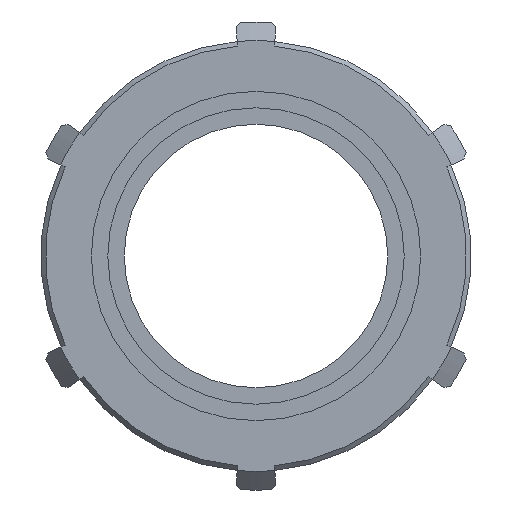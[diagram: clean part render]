
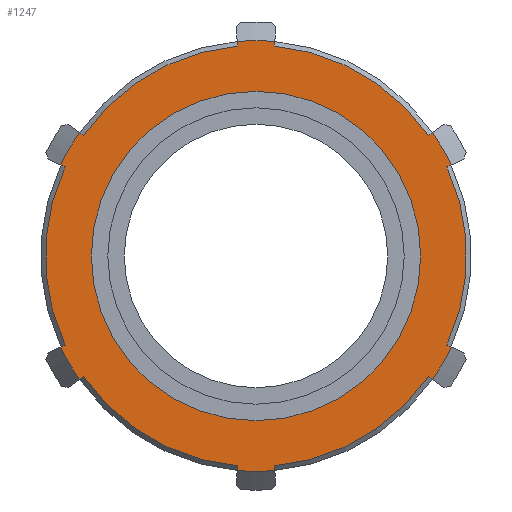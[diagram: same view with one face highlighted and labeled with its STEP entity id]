
A CAD part, left-side view. The second image highlights one B-rep face of the part: STEP entity #1247.
In plain terms, the highlighted planar face has unit normal (-1, 0, 0).
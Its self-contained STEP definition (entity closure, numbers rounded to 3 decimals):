
#103=LINE('',#1900,#211);
#104=LINE('',#1902,#212);
#105=LINE('',#1906,#213);
#106=LINE('',#1910,#214);
#107=LINE('',#1914,#215);
#108=LINE('',#1918,#216);
#109=LINE('',#1922,#217);
#110=LINE('',#1926,#218);
#111=LINE('',#1930,#219);
#112=LINE('',#1934,#220);
#113=LINE('',#1938,#221);
#114=LINE('',#1942,#222);
#211=VECTOR('',#1527,0.54);
#212=VECTOR('',#1528,0.54);
#213=VECTOR('',#1531,0.54);
#214=VECTOR('',#1534,0.54);
#215=VECTOR('',#1537,0.54);
#216=VECTOR('',#1540,0.54);
#217=VECTOR('',#1543,0.54);
#218=VECTOR('',#1546,0.54);
#219=VECTOR('',#1549,0.54);
#220=VECTOR('',#1552,0.54);
#221=VECTOR('',#1555,0.54);
#222=VECTOR('',#1558,0.54);
#296=PLANE('',#1341);
#327=FACE_BOUND('',#417,.T.);
#343=FACE_OUTER_BOUND('',#416,.T.);
#416=EDGE_LOOP('',(#912,#913,#914,#915,#916,#917,#918,#919,#920,#921,#922,
#923,#924,#925,#926,#927,#928,#929,#930,#931,#932,#933,#934,#935));
#417=EDGE_LOOP('',(#936));
#505=CIRCLE('',#1340,24.3);
#506=CIRCLE('',#1342,24.84);
#507=CIRCLE('',#1343,24.3);
#508=CIRCLE('',#1344,24.84);
#509=CIRCLE('',#1345,24.3);
#510=CIRCLE('',#1346,24.84);
#511=CIRCLE('',#1347,24.3);
#512=CIRCLE('',#1348,24.84);
#513=CIRCLE('',#1349,24.3);
#514=CIRCLE('',#1350,24.84);
#515=CIRCLE('',#1351,24.3);
#516=CIRCLE('',#1352,24.84);
#517=CIRCLE('',#1353,19.);
#578=VERTEX_POINT('',#1890);
#581=VERTEX_POINT('',#1895);
#582=VERTEX_POINT('',#1899);
#583=VERTEX_POINT('',#1901);
#584=VERTEX_POINT('',#1903);
#585=VERTEX_POINT('',#1905);
#586=VERTEX_POINT('',#1907);
#587=VERTEX_POINT('',#1909);
#588=VERTEX_POINT('',#1911);
#589=VERTEX_POINT('',#1913);
#590=VERTEX_POINT('',#1915);
#591=VERTEX_POINT('',#1917);
#592=VERTEX_POINT('',#1919);
#593=VERTEX_POINT('',#1921);
#594=VERTEX_POINT('',#1923);
#595=VERTEX_POINT('',#1925);
#596=VERTEX_POINT('',#1927);
#597=VERTEX_POINT('',#1929);
#598=VERTEX_POINT('',#1931);
#599=VERTEX_POINT('',#1933);
#600=VERTEX_POINT('',#1935);
#601=VERTEX_POINT('',#1937);
#602=VERTEX_POINT('',#1939);
#603=VERTEX_POINT('',#1941);
#604=VERTEX_POINT('',#1944);
#715=EDGE_CURVE('',#581,#578,#505,.T.);
#716=EDGE_CURVE('',#578,#582,#103,.T.);
#717=EDGE_CURVE('',#583,#581,#104,.T.);
#718=EDGE_CURVE('',#584,#583,#506,.T.);
#719=EDGE_CURVE('',#585,#584,#105,.T.);
#720=EDGE_CURVE('',#586,#585,#507,.T.);
#721=EDGE_CURVE('',#587,#586,#106,.T.);
#722=EDGE_CURVE('',#588,#587,#508,.T.);
#723=EDGE_CURVE('',#589,#588,#107,.T.);
#724=EDGE_CURVE('',#590,#589,#509,.T.);
#725=EDGE_CURVE('',#591,#590,#108,.T.);
#726=EDGE_CURVE('',#592,#591,#510,.T.);
#727=EDGE_CURVE('',#593,#592,#109,.T.);
#728=EDGE_CURVE('',#594,#593,#511,.T.);
#729=EDGE_CURVE('',#595,#594,#110,.T.);
#730=EDGE_CURVE('',#596,#595,#512,.T.);
#731=EDGE_CURVE('',#597,#596,#111,.T.);
#732=EDGE_CURVE('',#598,#597,#513,.T.);
#733=EDGE_CURVE('',#599,#598,#112,.T.);
#734=EDGE_CURVE('',#600,#599,#514,.T.);
#735=EDGE_CURVE('',#601,#600,#113,.T.);
#736=EDGE_CURVE('',#602,#601,#515,.T.);
#737=EDGE_CURVE('',#603,#602,#114,.T.);
#738=EDGE_CURVE('',#582,#603,#516,.T.);
#739=EDGE_CURVE('',#604,#604,#517,.T.);
#912=ORIENTED_EDGE('',*,*,#716,.F.);
#913=ORIENTED_EDGE('',*,*,#715,.F.);
#914=ORIENTED_EDGE('',*,*,#717,.F.);
#915=ORIENTED_EDGE('',*,*,#718,.F.);
#916=ORIENTED_EDGE('',*,*,#719,.F.);
#917=ORIENTED_EDGE('',*,*,#720,.F.);
#918=ORIENTED_EDGE('',*,*,#721,.F.);
#919=ORIENTED_EDGE('',*,*,#722,.F.);
#920=ORIENTED_EDGE('',*,*,#723,.F.);
#921=ORIENTED_EDGE('',*,*,#724,.F.);
#922=ORIENTED_EDGE('',*,*,#725,.F.);
#923=ORIENTED_EDGE('',*,*,#726,.F.);
#924=ORIENTED_EDGE('',*,*,#727,.F.);
#925=ORIENTED_EDGE('',*,*,#728,.F.);
#926=ORIENTED_EDGE('',*,*,#729,.F.);
#927=ORIENTED_EDGE('',*,*,#730,.F.);
#928=ORIENTED_EDGE('',*,*,#731,.F.);
#929=ORIENTED_EDGE('',*,*,#732,.F.);
#930=ORIENTED_EDGE('',*,*,#733,.F.);
#931=ORIENTED_EDGE('',*,*,#734,.F.);
#932=ORIENTED_EDGE('',*,*,#735,.F.);
#933=ORIENTED_EDGE('',*,*,#736,.F.);
#934=ORIENTED_EDGE('',*,*,#737,.F.);
#935=ORIENTED_EDGE('',*,*,#738,.F.);
#936=ORIENTED_EDGE('',*,*,#739,.T.);
#1247=ADVANCED_FACE('',(#343,#327),#296,.T.);
#1340=AXIS2_PLACEMENT_3D('',#1897,#1523,#1524);
#1341=AXIS2_PLACEMENT_3D('',#1898,#1525,#1526);
#1342=AXIS2_PLACEMENT_3D('',#1904,#1529,#1530);
#1343=AXIS2_PLACEMENT_3D('',#1908,#1532,#1533);
#1344=AXIS2_PLACEMENT_3D('',#1912,#1535,#1536);
#1345=AXIS2_PLACEMENT_3D('',#1916,#1538,#1539);
#1346=AXIS2_PLACEMENT_3D('',#1920,#1541,#1542);
#1347=AXIS2_PLACEMENT_3D('',#1924,#1544,#1545);
#1348=AXIS2_PLACEMENT_3D('',#1928,#1547,#1548);
#1349=AXIS2_PLACEMENT_3D('',#1932,#1550,#1551);
#1350=AXIS2_PLACEMENT_3D('',#1936,#1553,#1554);
#1351=AXIS2_PLACEMENT_3D('',#1940,#1556,#1557);
#1352=AXIS2_PLACEMENT_3D('',#1943,#1559,#1560);
#1353=AXIS2_PLACEMENT_3D('',#1945,#1561,#1562);
#1523=DIRECTION('center_axis',(1.,0.,0.));
#1524=DIRECTION('ref_axis',(0.,0.866,0.5));
#1525=DIRECTION('center_axis',(-1.,0.,0.));
#1526=DIRECTION('ref_axis',(0.,0.,1.));
#1527=DIRECTION('',(0.,-0.819,0.574));
#1528=DIRECTION('',(0.,0.087,-0.996));
#1529=DIRECTION('center_axis',(1.,0.,0.));
#1530=DIRECTION('ref_axis',(0.,-1.,0.));
#1531=DIRECTION('',(0.,0.087,0.996));
#1532=DIRECTION('center_axis',(1.,0.,0.));
#1533=DIRECTION('ref_axis',(0.,0.866,-0.5));
#1534=DIRECTION('',(0.,-0.819,-0.574));
#1535=DIRECTION('center_axis',(1.,0.,0.));
#1536=DIRECTION('ref_axis',(0.,-1.,0.));
#1537=DIRECTION('',(0.,0.906,0.423));
#1538=DIRECTION('center_axis',(1.,0.,0.));
#1539=DIRECTION('ref_axis',(0.,0.,-1.));
#1540=DIRECTION('',(0.,-0.906,0.423));
#1541=DIRECTION('center_axis',(1.,0.,0.));
#1542=DIRECTION('ref_axis',(0.,-1.,0.));
#1543=DIRECTION('',(0.,0.819,-0.574));
#1544=DIRECTION('center_axis',(1.,0.,0.));
#1545=DIRECTION('ref_axis',(0.,-0.866,-0.5));
#1546=DIRECTION('',(0.,-0.087,0.996));
#1547=DIRECTION('center_axis',(1.,0.,0.));
#1548=DIRECTION('ref_axis',(0.,-1.,0.));
#1549=DIRECTION('',(0.,-0.087,-0.996));
#1550=DIRECTION('center_axis',(1.,0.,0.));
#1551=DIRECTION('ref_axis',(0.,-0.866,0.5));
#1552=DIRECTION('',(0.,0.819,0.574));
#1553=DIRECTION('center_axis',(1.,0.,0.));
#1554=DIRECTION('ref_axis',(0.,-1.,0.));
#1555=DIRECTION('',(0.,-0.906,-0.423));
#1556=DIRECTION('center_axis',(1.,0.,0.));
#1557=DIRECTION('ref_axis',(0.,0.,1.));
#1558=DIRECTION('',(0.,0.906,-0.423));
#1559=DIRECTION('center_axis',(1.,0.,0.));
#1560=DIRECTION('ref_axis',(0.,-1.,0.));
#1561=DIRECTION('center_axis',(1.,0.,0.));
#1562=DIRECTION('ref_axis',(0.,0.,-1.));
#1890=CARTESIAN_POINT('',(0.,-19.905,13.938));
#1895=CARTESIAN_POINT('',(0.,-2.118,24.208));
#1897=CARTESIAN_POINT('Origin',(0.,0.,0.));
#1898=CARTESIAN_POINT('Origin',(0.,27.,0.));
#1899=CARTESIAN_POINT('',(0.,-20.348,14.248));
#1900=CARTESIAN_POINT('',(0.,-2.,1.4));
#1901=CARTESIAN_POINT('',(0.,-2.165,24.745));
#1902=CARTESIAN_POINT('',(0.,-0.98,11.201));
#1903=CARTESIAN_POINT('',(0.,2.165,24.745));
#1904=CARTESIAN_POINT('Origin',(0.,0.,0.));
#1905=CARTESIAN_POINT('',(0.,2.118,24.208));
#1906=CARTESIAN_POINT('',(0.,1.279,14.621));
#1907=CARTESIAN_POINT('',(0.,19.905,13.938));
#1908=CARTESIAN_POINT('Origin',(0.,0.,0.));
#1909=CARTESIAN_POINT('',(0.,20.348,14.248));
#1910=CARTESIAN_POINT('',(0.,19.233,13.467));
#1911=CARTESIAN_POINT('',(0.,22.513,10.498));
#1912=CARTESIAN_POINT('Origin',(0.,0.,0.));
#1913=CARTESIAN_POINT('',(0.,22.023,10.27));
#1914=CARTESIAN_POINT('',(0.,23.324,10.876));
#1915=CARTESIAN_POINT('',(0.,22.023,-10.27));
#1916=CARTESIAN_POINT('Origin',(0.,0.,0.));
#1917=CARTESIAN_POINT('',(0.,22.513,-10.498));
#1918=CARTESIAN_POINT('',(0.,22.345,-10.42));
#1919=CARTESIAN_POINT('',(0.,20.348,-14.248));
#1920=CARTESIAN_POINT('Origin',(0.,0.,0.));
#1921=CARTESIAN_POINT('',(0.,19.905,-13.938));
#1922=CARTESIAN_POINT('',(0.,20.117,-14.086));
#1923=CARTESIAN_POINT('',(0.,2.118,-24.208));
#1924=CARTESIAN_POINT('Origin',(0.,0.,0.));
#1925=CARTESIAN_POINT('',(0.,2.165,-24.745));
#1926=CARTESIAN_POINT('',(0.,1.185,-13.545));
#1927=CARTESIAN_POINT('',(0.,-2.165,-24.745));
#1928=CARTESIAN_POINT('Origin',(0.,0.,0.));
#1929=CARTESIAN_POINT('',(0.,-2.118,-24.208));
#1930=CARTESIAN_POINT('',(0.,-1.074,-12.277));
#1931=CARTESIAN_POINT('',(0.,-19.905,-13.938));
#1932=CARTESIAN_POINT('Origin',(0.,0.,0.));
#1933=CARTESIAN_POINT('',(0.,-20.348,-14.248));
#1934=CARTESIAN_POINT('',(0.,-1.115,-0.781));
#1935=CARTESIAN_POINT('',(0.,-22.513,-10.498));
#1936=CARTESIAN_POINT('Origin',(0.,0.,0.));
#1937=CARTESIAN_POINT('',(0.,-22.023,-10.27));
#1938=CARTESIAN_POINT('',(0.,-1.146,-0.535));
#1939=CARTESIAN_POINT('',(0.,-22.023,10.27));
#1940=CARTESIAN_POINT('Origin',(0.,0.,0.));
#1941=CARTESIAN_POINT('',(0.,-22.513,10.498));
#1942=CARTESIAN_POINT('',(0.,-0.168,0.078));
#1943=CARTESIAN_POINT('Origin',(0.,0.,0.));
#1944=CARTESIAN_POINT('',(0.,19.,0.));
#1945=CARTESIAN_POINT('Origin',(0.,0.,0.));
